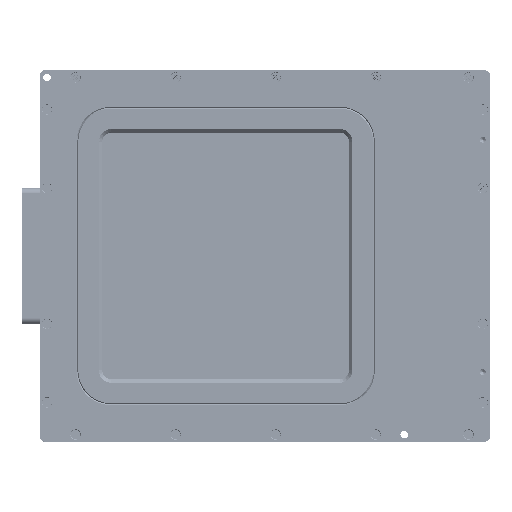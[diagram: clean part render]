
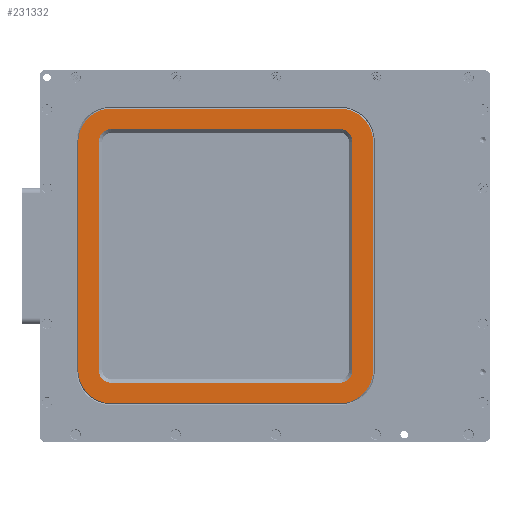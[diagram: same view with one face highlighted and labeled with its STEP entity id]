
A CAD part, top view. The second image highlights one B-rep face of the part: STEP entity #231332.
In plain terms, the highlighted planar face has unit normal (0, 0, 1).
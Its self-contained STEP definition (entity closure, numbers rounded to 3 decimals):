
#372 = DIRECTION ( 'NONE',  ( 0., 0., -1. ) ) ;
#535 = VECTOR ( 'NONE', #30420, 1000. ) ;
#2546 = AXIS2_PLACEMENT_3D ( 'NONE', #33675, #158821, #51683 ) ;
#2809 = DIRECTION ( 'NONE',  ( 0., 0., -1. ) ) ;
#4666 = VECTOR ( 'NONE', #94205, 1000. ) ;
#8133 = AXIS2_PLACEMENT_3D ( 'NONE', #46050, #171161, #63942 ) ;
#10105 = DIRECTION ( 'NONE',  ( 0., -1., 0. ) ) ;
#14035 = DIRECTION ( 'NONE',  ( 0., 1., 0. ) ) ;
#14485 = ORIENTED_EDGE ( 'NONE', *, *, #213176, .T. ) ;
#15965 = CARTESIAN_POINT ( 'NONE',  ( 64., 71., 12.725 ) ) ;
#17337 = EDGE_CURVE ( 'NONE', #27587, #217349, #58468, .T. ) ;
#17472 = VERTEX_POINT ( 'NONE', #119810 ) ;
#22843 = EDGE_CURVE ( 'NONE', #165135, #17472, #155646, .T. ) ;
#24544 = CARTESIAN_POINT ( 'NONE',  ( -64., 82.5, 12.725 ) ) ;
#25582 = ORIENTED_EDGE ( 'NONE', *, *, #173488, .T. ) ;
#26889 = CARTESIAN_POINT ( 'NONE',  ( 64., 71., 12.725 ) ) ;
#27587 = VERTEX_POINT ( 'NONE', #116740 ) ;
#30420 = DIRECTION ( 'NONE',  ( -1., 0., 0. ) ) ;
#32654 = DIRECTION ( 'NONE',  ( 0., 1., 0. ) ) ;
#33675 = CARTESIAN_POINT ( 'NONE',  ( 64., 64., 12.725 ) ) ;
#35868 = CARTESIAN_POINT ( 'NONE',  ( 64., -82.5, 12.725 ) ) ;
#38002 = PLANE ( 'NONE',  #146647 ) ;
#39846 = EDGE_CURVE ( 'NONE', #86845, #132236, #81927, .T. ) ;
#42750 = EDGE_CURVE ( 'NONE', #226262, #98498, #137726, .T. ) ;
#42762 = ORIENTED_EDGE ( 'NONE', *, *, #182469, .T. ) ;
#45449 = VECTOR ( 'NONE', #159085, 1000. ) ;
#46050 = CARTESIAN_POINT ( 'NONE',  ( -64., -64., 12.725 ) ) ;
#46949 = EDGE_CURVE ( 'NONE', #170505, #27587, #212410, .T. ) ;
#47333 = CARTESIAN_POINT ( 'NONE',  ( -71., 64., 12.725 ) ) ;
#48658 = CARTESIAN_POINT ( 'NONE',  ( -64., -71., 12.725 ) ) ;
#50110 = VERTEX_POINT ( 'NONE', #47333 ) ;
#50301 = EDGE_CURVE ( 'NONE', #217349, #165252, #87450, .T. ) ;
#50344 = VERTEX_POINT ( 'NONE', #56499 ) ;
#51091 = LINE ( 'NONE', #15965, #45449 ) ;
#51683 = DIRECTION ( 'NONE',  ( 0., -1., 0. ) ) ;
#54243 = DIRECTION ( 'NONE',  ( 0., 0., -1. ) ) ;
#55361 = CIRCLE ( 'NONE', #191285, 18.5 ) ;
#56306 = CARTESIAN_POINT ( 'NONE',  ( 64., 82.5, 12.725 ) ) ;
#56499 = CARTESIAN_POINT ( 'NONE',  ( -64., 71., 12.725 ) ) ;
#58468 = LINE ( 'NONE', #59667, #195626 ) ;
#59667 = CARTESIAN_POINT ( 'NONE',  ( -64., -71., 12.725 ) ) ;
#62699 = DIRECTION ( 'NONE',  ( 1., 0., 0. ) ) ;
#63942 = DIRECTION ( 'NONE',  ( 0., -1., 0. ) ) ;
#73162 = VERTEX_POINT ( 'NONE', #169986 ) ;
#74665 = DIRECTION ( 'NONE',  ( 0., -1., 0. ) ) ;
#74771 = CARTESIAN_POINT ( 'NONE',  ( 64., -64., 12.725 ) ) ;
#75415 = CARTESIAN_POINT ( 'NONE',  ( -82.5, 64., 12.725 ) ) ;
#76033 = VECTOR ( 'NONE', #62699, 1000. ) ;
#76092 = CARTESIAN_POINT ( 'NONE',  ( 82.5, -64., 12.725 ) ) ;
#79048 = VERTEX_POINT ( 'NONE', #140522 ) ;
#80604 = VECTOR ( 'NONE', #135383, 1000. ) ;
#81927 = CIRCLE ( 'NONE', #225487, 7. ) ;
#82556 = LINE ( 'NONE', #181842, #219584 ) ;
#82645 = DIRECTION ( 'NONE',  ( 0., 0., 1. ) ) ;
#82665 = CIRCLE ( 'NONE', #2546, 18.5 ) ;
#83177 = EDGE_CURVE ( 'NONE', #165252, #50110, #181349, .T. ) ;
#86845 = VERTEX_POINT ( 'NONE', #26889 ) ;
#87450 = CIRCLE ( 'NONE', #130436, 7. ) ;
#89981 = AXIS2_PLACEMENT_3D ( 'NONE', #74771, #199992, #92878 ) ;
#92878 = DIRECTION ( 'NONE',  ( 0., 1., 0. ) ) ;
#94205 = DIRECTION ( 'NONE',  ( 0., 1., 0. ) ) ;
#95399 = CARTESIAN_POINT ( 'NONE',  ( 71., 64., 12.725 ) ) ;
#98498 = VERTEX_POINT ( 'NONE', #24544 ) ;
#102100 = ORIENTED_EDGE ( 'NONE', *, *, #39846, .T. ) ;
#103954 = CARTESIAN_POINT ( 'NONE',  ( -82.5, -64., 12.725 ) ) ;
#107620 = CARTESIAN_POINT ( 'NONE',  ( -64., 64., 12.725 ) ) ;
#109639 = VERTEX_POINT ( 'NONE', #35868 ) ;
#110014 = CARTESIAN_POINT ( 'NONE',  ( 104., 104., 12.725 ) ) ;
#112780 = ORIENTED_EDGE ( 'NONE', *, *, #168575, .T. ) ;
#112965 = CIRCLE ( 'NONE', #206328, 7. ) ;
#114440 = DIRECTION ( 'NONE',  ( -1., 0., 0. ) ) ;
#115508 = CARTESIAN_POINT ( 'NONE',  ( 71., -64., 12.725 ) ) ;
#115977 = CARTESIAN_POINT ( 'NONE',  ( -64., -82.5, 12.725 ) ) ;
#116740 = CARTESIAN_POINT ( 'NONE',  ( 64., -71., 12.725 ) ) ;
#117284 = DIRECTION ( 'NONE',  ( 0., 0., 1. ) ) ;
#119810 = CARTESIAN_POINT ( 'NONE',  ( -64., -82.5, 12.725 ) ) ;
#121186 = DIRECTION ( 'NONE',  ( 0., 0., -1. ) ) ;
#121687 = ORIENTED_EDGE ( 'NONE', *, *, #222050, .F. ) ;
#123461 = AXIS2_PLACEMENT_3D ( 'NONE', #189801, #82645, #207781 ) ;
#125384 = FACE_OUTER_BOUND ( 'NONE', #191602, .T. ) ;
#125497 = DIRECTION ( 'NONE',  ( 0., 1., 0. ) ) ;
#127939 = DIRECTION ( 'NONE',  ( 0., 1., 0. ) ) ;
#129305 = LINE ( 'NONE', #115977, #76033 ) ;
#130436 = AXIS2_PLACEMENT_3D ( 'NONE', #161355, #54243, #179307 ) ;
#132236 = VERTEX_POINT ( 'NONE', #95399 ) ;
#135383 = DIRECTION ( 'NONE',  ( 0., 1., 0. ) ) ;
#137595 = CARTESIAN_POINT ( 'NONE',  ( 64., 82.5, 12.725 ) ) ;
#137669 = EDGE_CURVE ( 'NONE', #17472, #109639, #129305, .T. ) ;
#137726 = LINE ( 'NONE', #137595, #535 ) ;
#140522 = CARTESIAN_POINT ( 'NONE',  ( 82.5, 64., 12.725 ) ) ;
#141839 = LINE ( 'NONE', #76092, #4666 ) ;
#146647 = AXIS2_PLACEMENT_3D ( 'NONE', #110014, #2809, #127939 ) ;
#150559 = ORIENTED_EDGE ( 'NONE', *, *, #83177, .T. ) ;
#151829 = ORIENTED_EDGE ( 'NONE', *, *, #222167, .T. ) ;
#155461 = ORIENTED_EDGE ( 'NONE', *, *, #22843, .T. ) ;
#155646 = CIRCLE ( 'NONE', #8133, 18.5 ) ;
#158821 = DIRECTION ( 'NONE',  ( 0., 0., 1. ) ) ;
#159085 = DIRECTION ( 'NONE',  ( 1., 0., 0. ) ) ;
#161355 = CARTESIAN_POINT ( 'NONE',  ( -64., -64., 12.725 ) ) ;
#165135 = VERTEX_POINT ( 'NONE', #168449 ) ;
#165252 = VERTEX_POINT ( 'NONE', #170768 ) ;
#167343 = FACE_BOUND ( 'NONE', #208544, .T. ) ;
#167381 = EDGE_CURVE ( 'NONE', #109639, #73162, #223449, .T. ) ;
#168449 = CARTESIAN_POINT ( 'NONE',  ( -82.5, -64., 12.725 ) ) ;
#168575 = EDGE_CURVE ( 'NONE', #79048, #226262, #82665, .T. ) ;
#169451 = VERTEX_POINT ( 'NONE', #75415 ) ;
#169986 = CARTESIAN_POINT ( 'NONE',  ( 82.5, -64., 12.725 ) ) ;
#170505 = VERTEX_POINT ( 'NONE', #115508 ) ;
#170768 = CARTESIAN_POINT ( 'NONE',  ( -71., -64., 12.725 ) ) ;
#171161 = DIRECTION ( 'NONE',  ( 0., 0., 1. ) ) ;
#173488 = EDGE_CURVE ( 'NONE', #50110, #50344, #112965, .T. ) ;
#174786 = VECTOR ( 'NONE', #32654, 1000. ) ;
#179307 = DIRECTION ( 'NONE',  ( 0., 1., 0. ) ) ;
#181349 = LINE ( 'NONE', #188474, #80604 ) ;
#181842 = CARTESIAN_POINT ( 'NONE',  ( 71., -64., 12.725 ) ) ;
#182469 = EDGE_CURVE ( 'NONE', #73162, #79048, #141839, .T. ) ;
#188474 = CARTESIAN_POINT ( 'NONE',  ( -71., 64., 12.725 ) ) ;
#189801 = CARTESIAN_POINT ( 'NONE',  ( 64., -64., 12.725 ) ) ;
#191285 = AXIS2_PLACEMENT_3D ( 'NONE', #224245, #117284, #10105 ) ;
#191602 = EDGE_LOOP ( 'NONE', ( #227404, #14485, #121687, #155461, #207549, #212510, #42762, #112780 ) ) ;
#195626 = VECTOR ( 'NONE', #114440, 1000. ) ;
#199992 = DIRECTION ( 'NONE',  ( 0., 0., -1. ) ) ;
#206328 = AXIS2_PLACEMENT_3D ( 'NONE', #107620, #372, #125497 ) ;
#207549 = ORIENTED_EDGE ( 'NONE', *, *, #137669, .T. ) ;
#207781 = DIRECTION ( 'NONE',  ( 0., -1., 0. ) ) ;
#208544 = EDGE_LOOP ( 'NONE', ( #151829, #223402, #223077, #211550, #150559, #25582, #229325, #102100 ) ) ;
#211550 = ORIENTED_EDGE ( 'NONE', *, *, #50301, .T. ) ;
#212410 = CIRCLE ( 'NONE', #89981, 7. ) ;
#212510 = ORIENTED_EDGE ( 'NONE', *, *, #167381, .T. ) ;
#213176 = EDGE_CURVE ( 'NONE', #98498, #169451, #55361, .T. ) ;
#215137 = EDGE_CURVE ( 'NONE', #50344, #86845, #51091, .T. ) ;
#217349 = VERTEX_POINT ( 'NONE', #48658 ) ;
#219584 = VECTOR ( 'NONE', #74665, 1000. ) ;
#222050 = EDGE_CURVE ( 'NONE', #165135, #169451, #222231, .T. ) ;
#222167 = EDGE_CURVE ( 'NONE', #132236, #170505, #82556, .T. ) ;
#222231 = LINE ( 'NONE', #103954, #174786 ) ;
#223077 = ORIENTED_EDGE ( 'NONE', *, *, #17337, .T. ) ;
#223402 = ORIENTED_EDGE ( 'NONE', *, *, #46949, .T. ) ;
#223449 = CIRCLE ( 'NONE', #123461, 18.5 ) ;
#224245 = CARTESIAN_POINT ( 'NONE',  ( -64., 64., 12.725 ) ) ;
#225487 = AXIS2_PLACEMENT_3D ( 'NONE', #228188, #121186, #14035 ) ;
#226262 = VERTEX_POINT ( 'NONE', #56306 ) ;
#227404 = ORIENTED_EDGE ( 'NONE', *, *, #42750, .T. ) ;
#228188 = CARTESIAN_POINT ( 'NONE',  ( 64., 64., 12.725 ) ) ;
#229325 = ORIENTED_EDGE ( 'NONE', *, *, #215137, .T. ) ;
#231332 = ADVANCED_FACE ( 'NONE', ( #125384, #167343 ), #38002, .F. ) ;
